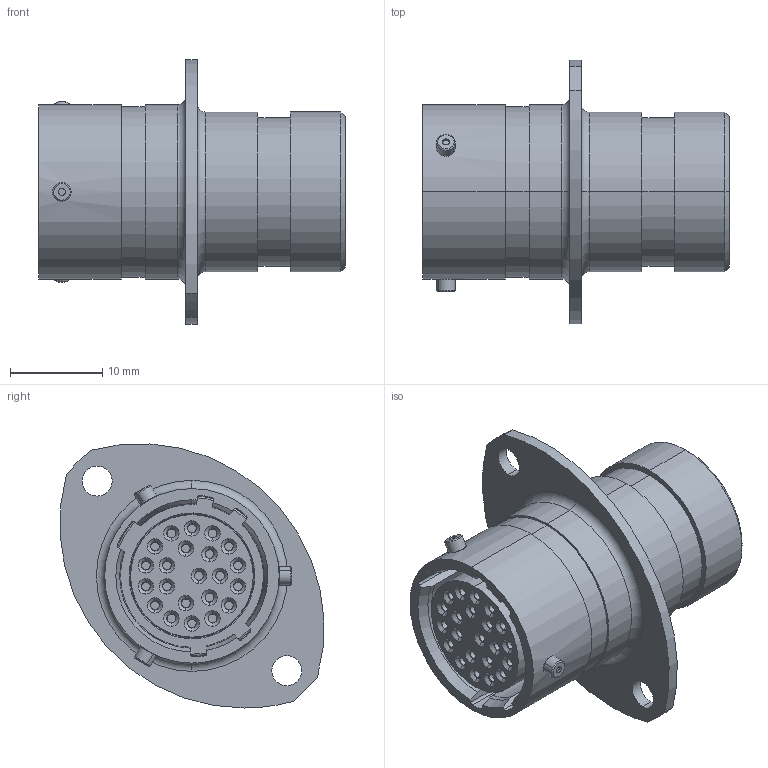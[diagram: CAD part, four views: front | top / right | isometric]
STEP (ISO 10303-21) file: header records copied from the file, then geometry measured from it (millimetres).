
FILE_DESCRIPTION (( 'STEP AP214' ), '1' );
FILE_NAME ('AS012-35SC.STEP', '2013-05-23T12:20:02', ( 'TE Connectivity' ), ( 'TE Connectivity' ), 'SwSTEP 2.0', 'SolidWorks 2011', '' );
FILE_SCHEMA (( 'AUTOMOTIVE_DESIGN' ));
Length unit declared in the file: inch
Products named in the file (1): AS012-35SC
Bounding box: 33.31 x 28.61 x 28.66 mm (x, y, z)
Volume: 6761.8 mm3; surface area: 9635.3 mm2
Topology: 9 solids, 9 shells, 847 faces, 1849 edges, 1052 vertices
Faces by surface type: torus 286, cylinder 277, cone 196, plane 72, sphere 16
Entity records: 34621 total; most frequent: DIRECTION 4780, CARTESIAN_POINT 4007, ORIENTED_EDGE 3666, AXIS2_PLACEMENT_3D 2141, EDGE_CURVE 1833, CIRCLE 1295, VERTEX_POINT 1046, EDGE_LOOP 989
